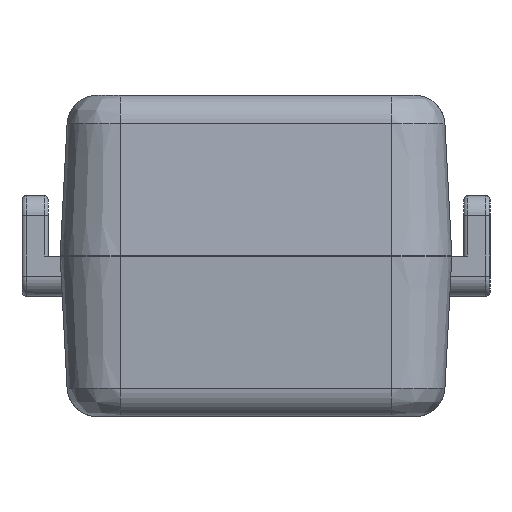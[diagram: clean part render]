
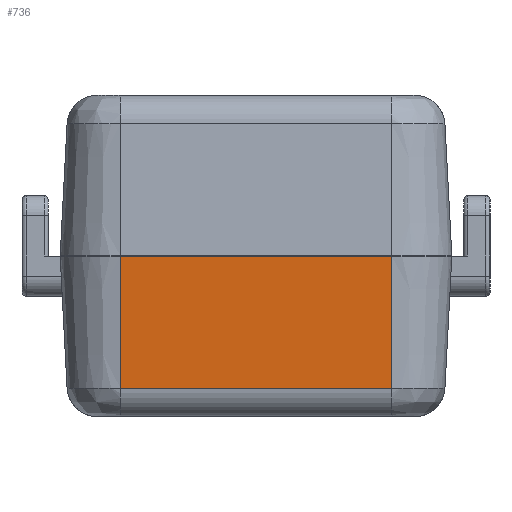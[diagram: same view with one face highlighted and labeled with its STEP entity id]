
A CAD part, left-side view. The second image highlights one B-rep face of the part: STEP entity #736.
In plain terms, the highlighted planar face has unit normal (-0.999, 0, -0.052).
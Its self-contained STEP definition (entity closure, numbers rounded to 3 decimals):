
#736 = ADVANCED_FACE( '', ( #1582 ), #1583, .T. );
#1582 = FACE_OUTER_BOUND( '', #2688, .T. );
#1583 = PLANE( '', #2689 );
#2688 = EDGE_LOOP( '', ( #5474, #5475, #5476, #5477 ) );
#2689 = AXIS2_PLACEMENT_3D( '', #5478, #5479, #5480 );
#5474 = ORIENTED_EDGE( '', *, *, #8092, .F. );
#5475 = ORIENTED_EDGE( '', *, *, #8257, .T. );
#5476 = ORIENTED_EDGE( '', *, *, #8597, .T. );
#5477 = ORIENTED_EDGE( '', *, *, #8319, .T. );
#5478 = CARTESIAN_POINT( '', ( -36.5, 0., 0. ) );
#5479 = DIRECTION( '', ( -0.999, 0., -0.052 ) );
#5480 = DIRECTION( '', ( -0.052, 0., 0.999 ) );
#8092 = EDGE_CURVE( '', #10865, #10867, #10868, .T. );
#8257 = EDGE_CURVE( '', #10865, #10473, #11139, .F. );
#8319 = EDGE_CURVE( '', #11236, #10867, #11237, .F. );
#8597 = EDGE_CURVE( '', #10473, #11236, #11623, .T. );
#10473 = VERTEX_POINT( '', #17745 );
#10865 = VERTEX_POINT( '', #18256 );
#10867 = VERTEX_POINT( '', #18258 );
#10868 = LINE( '', #18259, #18260 );
#11139 = LINE( '', #18621, #18622 );
#11236 = VERTEX_POINT( '', #18746 );
#11237 = LINE( '', #18747, #18748 );
#11623 = LINE( '', #19243, #19244 );
#17745 = CARTESIAN_POINT( '', ( -36.155, -6.75, -6.579 ) );
#18256 = CARTESIAN_POINT( '', ( -36.155, 6.75, -6.579 ) );
#18258 = CARTESIAN_POINT( '', ( -36.5, 6.75, 0. ) );
#18259 = CARTESIAN_POINT( '', ( -36.5, 6.75, 0. ) );
#18260 = VECTOR( '', #21815, 1000. );
#18621 = CARTESIAN_POINT( '', ( -36.155, -6.75, -6.579 ) );
#18622 = VECTOR( '', #22053, 1000. );
#18746 = CARTESIAN_POINT( '', ( -36.5, -6.75, 0. ) );
#18747 = CARTESIAN_POINT( '', ( -36.5, 0., 0. ) );
#18748 = VECTOR( '', #22141, 1000. );
#19243 = CARTESIAN_POINT( '', ( -36.5, -6.75, 0. ) );
#19244 = VECTOR( '', #22548, 1000. );
#21815 = DIRECTION( '', ( -0.052, 0., 0.999 ) );
#22053 = DIRECTION( '', ( 0., 1., 0. ) );
#22141 = DIRECTION( '', ( 0., -1., 0. ) );
#22548 = DIRECTION( '', ( -0.052, 0., 0.999 ) );
